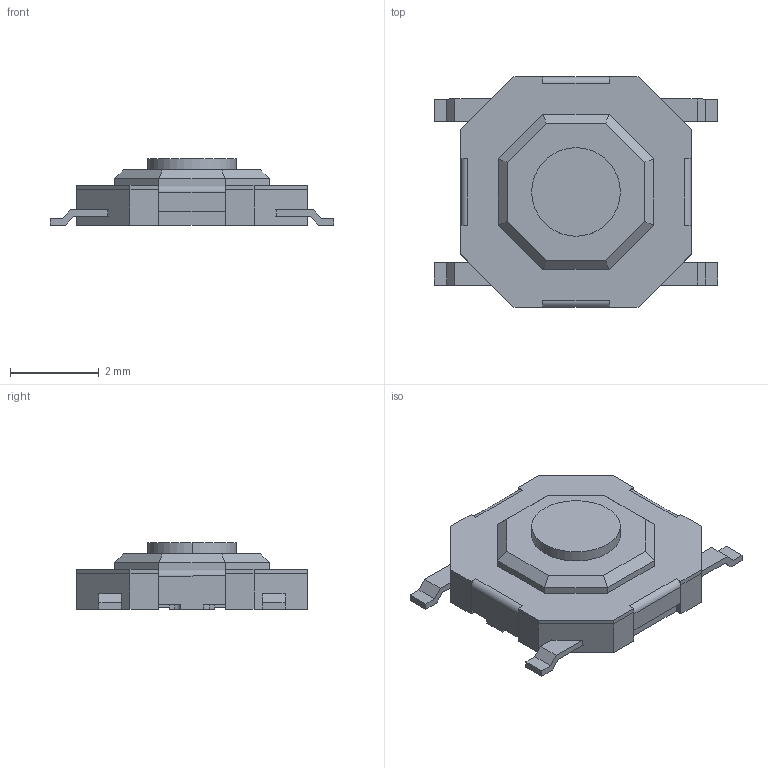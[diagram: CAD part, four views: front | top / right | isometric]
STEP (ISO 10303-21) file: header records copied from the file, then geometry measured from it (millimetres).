
FILE_DESCRIPTION(('STEP AP214'),'1');
FILE_NAME('KEY-SMD_4P-L5.2-W5.2-P3.7-LS6.4-TL.stp','2024-10-28T11:34:02',(' '),(' '),'Spatial InterOp 3D',' ',' ');
FILE_SCHEMA(('AUTOMOTIVE_DESIGN { 1 0 10303 214 1 1 1 1 }'));
Length unit declared in the file: metre
Products named in the file (15): KEY-SMD_4P-L5.2-W5.2-P3.7-LS6.4-TL; Component1; Component2; Component3; Component4; Component5; Component6; Component7; Component8; Component9; Component10; Component11; Component12; Component13; Component14
Assembly tree (14 placements, depth 2):
  KEY-SMD_4P-L5.2-W5.2-P3.7-LS6.4-TL
    Component1
    Component2
    Component3
    Component4
    Component5
    Component6
    Component7
    Component8
    Component9
    Component10
    Component11
    Component12
    Component13
    Component14
Bounding box: 6.4 x 5.2 x 1.5 mm (x, y, z)
Volume: 25.3 mm3; surface area: 151.8 mm2
Topology: 14 solids, 14 shells, 206 faces, 514 edges, 340 vertices
Faces by surface type: plane 192, cylinder 14
Entity records: 6969 total; most frequent: CARTESIAN_POINT 1075, ORIENTED_EDGE 1028, DIRECTION 984, EDGE_CURVE 514, LINE 486, VECTOR 486, VERTEX_POINT 340, AXIS2_PLACEMENT_3D 249
